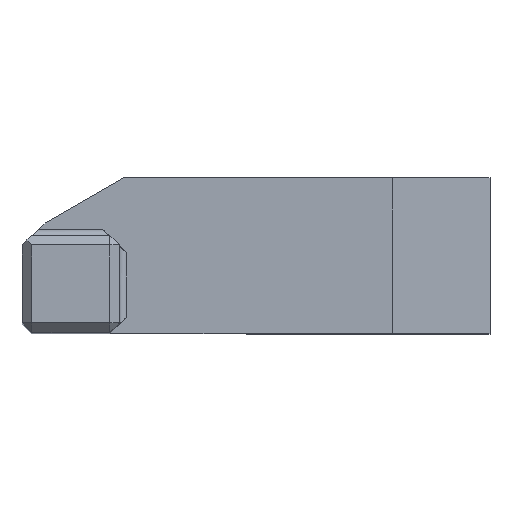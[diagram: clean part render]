
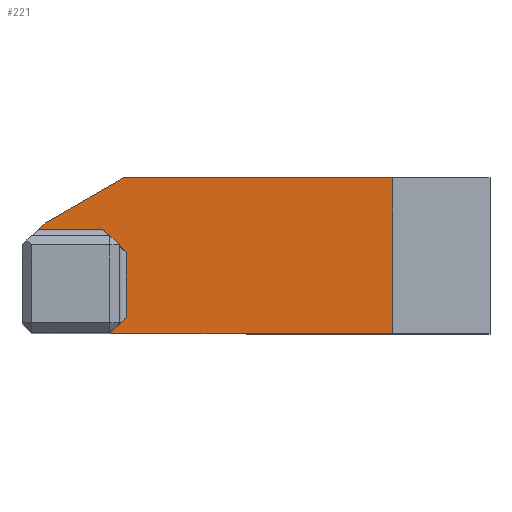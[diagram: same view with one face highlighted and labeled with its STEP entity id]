
A CAD part, top view. The second image highlights one B-rep face of the part: STEP entity #221.
In plain terms, the highlighted planar face has unit normal (0, 0, 1).
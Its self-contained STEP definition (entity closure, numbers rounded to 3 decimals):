
#43=PLANE('',#702);
#105=LINE('',#996,#170);
#106=LINE('',#999,#171);
#107=LINE('',#1001,#172);
#108=LINE('',#1003,#173);
#109=LINE('',#1005,#174);
#110=LINE('',#1007,#175);
#111=LINE('',#1009,#176);
#112=LINE('',#1011,#177);
#113=LINE('',#1013,#178);
#170=VECTOR('',#793,1.);
#171=VECTOR('',#794,1.);
#172=VECTOR('',#795,1.);
#173=VECTOR('',#796,1.);
#174=VECTOR('',#797,1.);
#175=VECTOR('',#798,1.);
#176=VECTOR('',#799,1.);
#177=VECTOR('',#800,1.);
#178=VECTOR('',#801,1.);
#221=ADVANCED_FACE('',(#255),#43,.F.);
#255=FACE_OUTER_BOUND('',#291,.T.);
#291=EDGE_LOOP('',(#364,#365,#366,#367,#368,#369,#370,#371,#372));
#364=ORIENTED_EDGE('',*,*,#587,.T.);
#365=ORIENTED_EDGE('',*,*,#588,.T.);
#366=ORIENTED_EDGE('',*,*,#589,.T.);
#367=ORIENTED_EDGE('',*,*,#590,.T.);
#368=ORIENTED_EDGE('',*,*,#591,.T.);
#369=ORIENTED_EDGE('',*,*,#592,.F.);
#370=ORIENTED_EDGE('',*,*,#593,.F.);
#371=ORIENTED_EDGE('',*,*,#594,.F.);
#372=ORIENTED_EDGE('',*,*,#595,.T.);
#526=VERTEX_POINT('',#997);
#527=VERTEX_POINT('',#998);
#528=VERTEX_POINT('',#1000);
#529=VERTEX_POINT('',#1002);
#530=VERTEX_POINT('',#1004);
#531=VERTEX_POINT('',#1006);
#532=VERTEX_POINT('',#1008);
#533=VERTEX_POINT('',#1010);
#534=VERTEX_POINT('',#1012);
#587=EDGE_CURVE('',#526,#527,#105,.T.);
#588=EDGE_CURVE('',#527,#528,#106,.T.);
#589=EDGE_CURVE('',#528,#529,#107,.T.);
#590=EDGE_CURVE('',#529,#530,#108,.T.);
#591=EDGE_CURVE('',#530,#531,#109,.T.);
#592=EDGE_CURVE('',#532,#531,#110,.T.);
#593=EDGE_CURVE('',#533,#532,#111,.T.);
#594=EDGE_CURVE('',#534,#533,#112,.T.);
#595=EDGE_CURVE('',#534,#526,#113,.T.);
#702=AXIS2_PLACEMENT_3D('',#1014,#802,#803);
#793=DIRECTION('',(0.707,-0.707,0.));
#794=DIRECTION('',(0.,-1.,0.));
#795=DIRECTION('',(-0.707,-0.707,0.));
#796=DIRECTION('',(1.,0.,0.));
#797=DIRECTION('',(0.,1.,0.));
#798=DIRECTION('',(1.,0.,0.));
#799=DIRECTION('',(0.866,0.5,0.));
#800=DIRECTION('',(0.707,0.707,0.));
#801=DIRECTION('',(1.,0.,0.));
#802=DIRECTION('',(0.,0.,-1.));
#803=DIRECTION('',(0.,1.,0.));
#996=CARTESIAN_POINT('',(4.5,14.5,-70.));
#997=CARTESIAN_POINT('',(8.3,10.7,-70.));
#998=CARTESIAN_POINT('',(10.7,8.3,-70.));
#999=CARTESIAN_POINT('',(10.7,1.,-70.));
#1000=CARTESIAN_POINT('',(10.7,1.7,-70.));
#1001=CARTESIAN_POINT('',(9.5,0.5,-70.));
#1002=CARTESIAN_POINT('',(9.,0.,-70.));
#1003=CARTESIAN_POINT('',(38.,0.,-70.));
#1004=CARTESIAN_POINT('',(38.,0.,-70.));
#1005=CARTESIAN_POINT('',(38.,-99.745,-70.));
#1006=CARTESIAN_POINT('',(38.,16.,-70.));
#1007=CARTESIAN_POINT('',(0.,16.,-70.));
#1008=CARTESIAN_POINT('',(10.392,16.,-70.));
#1009=CARTESIAN_POINT('',(0.,10.,-70.));
#1010=CARTESIAN_POINT('',(2.366,11.366,-70.));
#1011=CARTESIAN_POINT('',(0.5,9.5,-70.));
#1012=CARTESIAN_POINT('',(1.7,10.7,-70.));
#1013=CARTESIAN_POINT('',(9.,10.7,-70.));
#1014=CARTESIAN_POINT('',(0.,10.,-70.));
